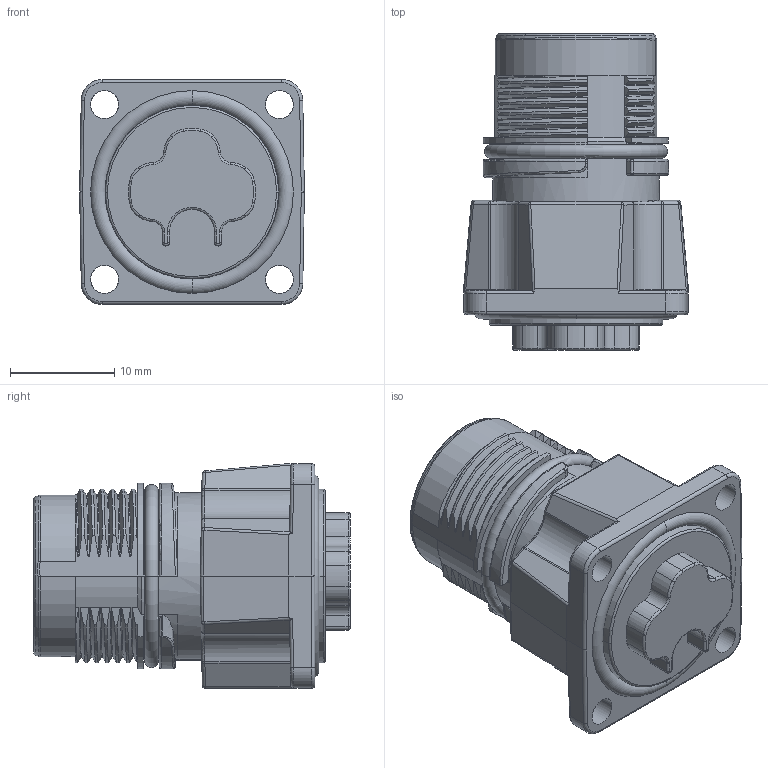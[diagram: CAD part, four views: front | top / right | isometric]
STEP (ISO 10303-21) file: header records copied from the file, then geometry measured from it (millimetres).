
FILE_DESCRIPTION((''),'2;1');
FILE_NAME('3D_1650043101001_M17-MC04-BK21_','2024-01-18T',('lian.chen'),(''),'PRO/ENGINEER BY PARAMETRIC TECHNOLOGY CORPORATION, 2012480','PRO/ENGINEER BY PARAMETRIC TECHNOLOGY CORPORATION, 2012480','');
FILE_SCHEMA(('CONFIG_CONTROL_DESIGN'));
Length unit declared in the file: millimetre
Products named in the file (1): 3D_1650043101001_M17-MC04-BK21_
Bounding box: 21.6 x 30.4 x 21.6 mm (x, y, z)
Volume: 6731.3 mm3; surface area: 4503 mm2
Topology: 1 solids, 1 shells, 611 faces, 1711 edges, 1093 vertices
Faces by surface type: cylinder 230, plane 210, bspline 74, torus 56, sphere 27, cone 14
Entity records: 23841 total; most frequent: CARTESIAN_POINT 8608, ORIENTED_EDGE 3368, DIRECTION 2975, EDGE_CURVE 1684, AXIS2_PLACEMENT_3D 1100, VERTEX_POINT 1093, VECTOR 775, LINE 775
